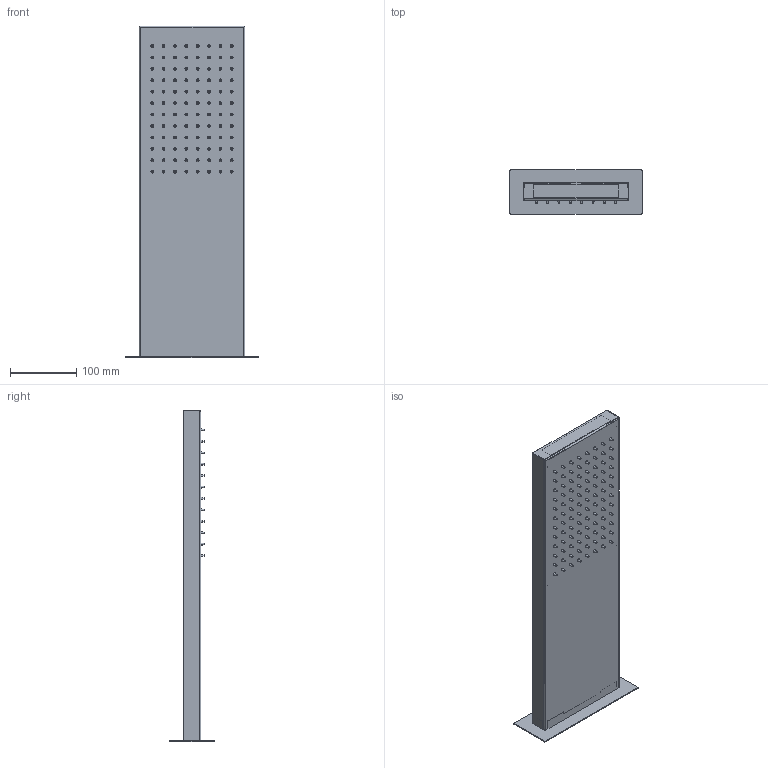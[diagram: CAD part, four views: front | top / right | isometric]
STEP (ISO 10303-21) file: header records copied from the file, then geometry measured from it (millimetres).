
FILE_DESCRIPTION((''),'2;1');
FILE_NAME('ZSOF098CR','2021-12-22T14:32:50',('ut3'),('PAFFONI SpA'),'CREO PARAMETRIC BY PTC INC, 2020044','CREO PARAMETRIC BY PTC INC, 2020044','');
FILE_SCHEMA(('CONFIG_CONTROL_DESIGN','SHAPE_APPEARANCE_LAYERS_GROUPS'));
Length unit declared in the file: millimetre
Products named in the file (1): ZSOF098CR
Bounding box: 200 x 67 x 501.5 mm (x, y, z)
Volume: 383577.2 mm3; surface area: 440285.6 mm2
Topology: 1 solids, 1 shells, 810 faces, 1844 edges, 1133 vertices
Faces by surface type: torus 400, plane 269, cylinder 109, cone 32
Entity records: 28389 total; most frequent: CARTESIAN_POINT 4800, DIRECTION 4651, ORIENTED_EDGE 3688, AXIS2_PLACEMENT_3D 2063, EDGE_CURVE 1844, CIRCLE 1253, VERTEX_POINT 1133, EDGE_LOOP 927
